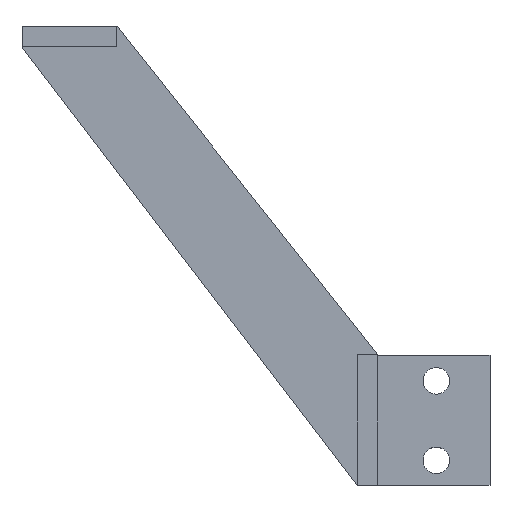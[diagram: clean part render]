
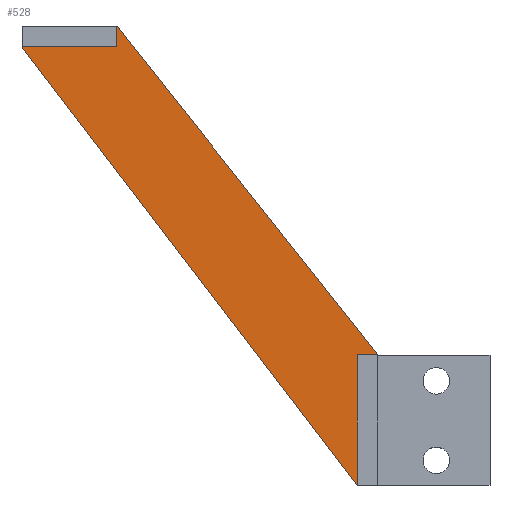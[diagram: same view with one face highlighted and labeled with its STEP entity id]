
A CAD part, top view. The second image highlights one B-rep face of the part: STEP entity #528.
In plain terms, the highlighted planar face has unit normal (0, 0, 1).
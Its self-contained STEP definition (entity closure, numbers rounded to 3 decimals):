
#120 = VERTEX_POINT('',#121);
#121 = CARTESIAN_POINT('',(-49.2,81.,64.));
#145 = VERTEX_POINT('',#146);
#146 = CARTESIAN_POINT('',(-30.7,84.95,64.));
#333 = EDGE_CURVE('',#334,#120,#336,.T.);
#334 = VERTEX_POINT('',#335);
#335 = CARTESIAN_POINT('',(-49.2,80.95,64.));
#336 = LINE('',#337,#338);
#337 = CARTESIAN_POINT('',(-49.2,-4.9,64.));
#338 = VECTOR('',#339,1.);
#339 = DIRECTION('',(0.,1.,0.));
#358 = EDGE_CURVE('',#120,#359,#361,.T.);
#359 = VERTEX_POINT('',#360);
#360 = CARTESIAN_POINT('',(-30.7,81.,64.));
#361 = LINE('',#362,#363);
#362 = CARTESIAN_POINT('',(-49.2,81.,64.));
#363 = VECTOR('',#364,1.);
#364 = DIRECTION('',(1.,0.,0.));
#366 = EDGE_CURVE('',#359,#145,#367,.T.);
#367 = LINE('',#368,#369);
#368 = CARTESIAN_POINT('',(-30.7,81.,64.));
#369 = VECTOR('',#370,1.);
#370 = DIRECTION('',(0.,1.,0.));
#383 = EDGE_CURVE('',#145,#384,#386,.T.);
#384 = VERTEX_POINT('',#385);
#385 = CARTESIAN_POINT('',(-30.5,84.95,64.));
#386 = LINE('',#387,#388);
#387 = CARTESIAN_POINT('',(-49.2,84.95,64.));
#388 = VECTOR('',#389,1.);
#389 = DIRECTION('',(1.,0.,0.));
#407 = VERTEX_POINT('',#408);
#408 = CARTESIAN_POINT('',(20.5,20.75,64.));
#414 = EDGE_CURVE('',#407,#384,#415,.T.);
#415 = LINE('',#416,#417);
#416 = CARTESIAN_POINT('',(0.513,45.91,64.));
#417 = VECTOR('',#418,1.);
#418 = DIRECTION('',(-0.622,0.783,0.));
#429 = EDGE_CURVE('',#430,#407,#432,.T.);
#430 = VERTEX_POINT('',#431);
#431 = CARTESIAN_POINT('',(20.5,20.7,64.));
#432 = LINE('',#433,#434);
#433 = CARTESIAN_POINT('',(20.5,-4.9,64.));
#434 = VECTOR('',#435,1.);
#435 = DIRECTION('',(0.,1.,0.));
#510 = EDGE_CURVE('',#334,#511,#513,.T.);
#511 = VERTEX_POINT('',#512);
#512 = CARTESIAN_POINT('',(16.5,-4.9,64.));
#513 = LINE('',#514,#515);
#514 = CARTESIAN_POINT('',(-12.058,32.417,64.));
#515 = VECTOR('',#516,1.);
#516 = DIRECTION('',(0.608,-0.794,0.));
#528 = ADVANCED_FACE('',(#529),#552,.T.);
#529 = FACE_BOUND('',#530,.T.);
#530 = EDGE_LOOP('',(#531,#532,#533,#541,#547,#548,#549,#550,#551));
#531 = ORIENTED_EDGE('',*,*,#333,.F.);
#532 = ORIENTED_EDGE('',*,*,#510,.T.);
#533 = ORIENTED_EDGE('',*,*,#534,.T.);
#534 = EDGE_CURVE('',#511,#535,#537,.T.);
#535 = VERTEX_POINT('',#536);
#536 = CARTESIAN_POINT('',(16.5,20.7,64.));
#537 = LINE('',#538,#539);
#538 = CARTESIAN_POINT('',(16.5,-4.9,64.));
#539 = VECTOR('',#540,1.);
#540 = DIRECTION('',(0.,1.,0.));
#541 = ORIENTED_EDGE('',*,*,#542,.F.);
#542 = EDGE_CURVE('',#430,#535,#543,.T.);
#543 = LINE('',#544,#545);
#544 = CARTESIAN_POINT('',(-16.35,20.7,64.));
#545 = VECTOR('',#546,1.);
#546 = DIRECTION('',(-1.,0.,0.));
#547 = ORIENTED_EDGE('',*,*,#429,.T.);
#548 = ORIENTED_EDGE('',*,*,#414,.T.);
#549 = ORIENTED_EDGE('',*,*,#383,.F.);
#550 = ORIENTED_EDGE('',*,*,#366,.F.);
#551 = ORIENTED_EDGE('',*,*,#358,.F.);
#552 = PLANE('',#553);
#553 = AXIS2_PLACEMENT_3D('',#554,#555,#556);
#554 = CARTESIAN_POINT('',(-49.2,-4.9,64.));
#555 = DIRECTION('',(0.,0.,1.));
#556 = DIRECTION('',(1.,0.,0.));
